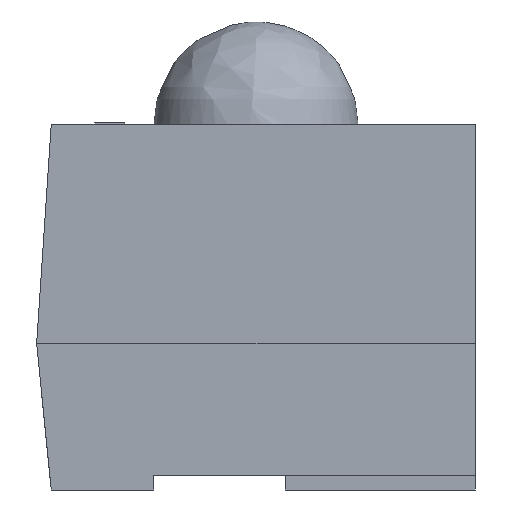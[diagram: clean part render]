
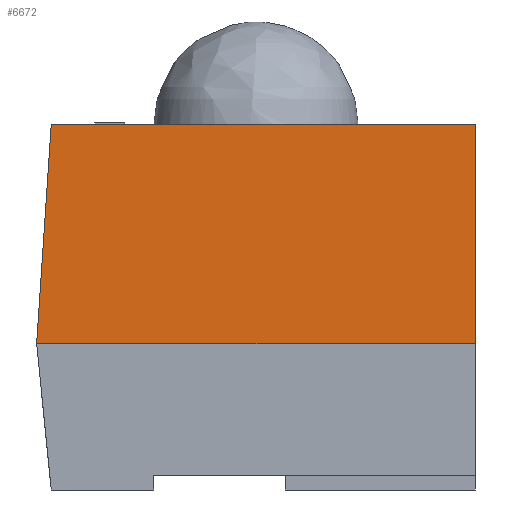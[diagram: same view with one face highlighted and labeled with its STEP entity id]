
A CAD part, left-side view. The second image highlights one B-rep face of the part: STEP entity #6672.
In plain terms, the highlighted free-form (B-spline) face has degree [1, 1] with [2, 2] control points.
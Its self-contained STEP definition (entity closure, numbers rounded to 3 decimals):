
#6532 = VERTEX_POINT('',#6533);
#6533 = CARTESIAN_POINT('',(-3.401,1.4,2.5));
#6538 = EDGE_CURVE('',#6532,#6539,#6541,.T.);
#6539 = VERTEX_POINT('',#6540);
#6540 = CARTESIAN_POINT('',(-3.401,-1.5,2.5));
#6541 = B_SPLINE_CURVE_WITH_KNOTS('',1,(#6542,#6543),.UNSPECIFIED.,.F.,
  .F.,(2,2),(0.1,3.),.PIECEWISE_BEZIER_KNOTS.);
#6542 = CARTESIAN_POINT('',(-3.401,1.4,2.5));
#6543 = CARTESIAN_POINT('',(-3.401,-1.5,2.5));
#6597 = VERTEX_POINT('',#6598);
#6598 = CARTESIAN_POINT('',(-3.401,-1.5,1.));
#6611 = EDGE_CURVE('',#6539,#6597,#6612,.T.);
#6612 = B_SPLINE_CURVE_WITH_KNOTS('',1,(#6613,#6614),.UNSPECIFIED.,.F.,
  .F.,(2,2),(-0.,1.5),.PIECEWISE_BEZIER_KNOTS.);
#6613 = CARTESIAN_POINT('',(-3.401,-1.5,2.5));
#6614 = CARTESIAN_POINT('',(-3.401,-1.5,1.));
#6672 = ADVANCED_FACE('',(#6673),#6689,.F.);
#6673 = FACE_BOUND('',#6674,.T.);
#6674 = EDGE_LOOP('',(#6675,#6676,#6683,#6688));
#6675 = ORIENTED_EDGE('',*,*,#6538,.F.);
#6676 = ORIENTED_EDGE('',*,*,#6677,.T.);
#6677 = EDGE_CURVE('',#6532,#6678,#6680,.T.);
#6678 = VERTEX_POINT('',#6679);
#6679 = CARTESIAN_POINT('',(-3.401,1.5,1.));
#6680 = B_SPLINE_CURVE_WITH_KNOTS('',1,(#6681,#6682),.UNSPECIFIED.,.F.,
  .F.,(2,2),(0.,1.503),.PIECEWISE_BEZIER_KNOTS.);
#6681 = CARTESIAN_POINT('',(-3.401,1.4,2.5));
#6682 = CARTESIAN_POINT('',(-3.401,1.5,1.));
#6683 = ORIENTED_EDGE('',*,*,#6684,.T.);
#6684 = EDGE_CURVE('',#6678,#6597,#6685,.T.);
#6685 = B_SPLINE_CURVE_WITH_KNOTS('',1,(#6686,#6687),.UNSPECIFIED.,.F.,
  .F.,(2,2),(0.,3.),.PIECEWISE_BEZIER_KNOTS.);
#6686 = CARTESIAN_POINT('',(-3.401,1.5,1.));
#6687 = CARTESIAN_POINT('',(-3.401,-1.5,1.));
#6688 = ORIENTED_EDGE('',*,*,#6611,.F.);
#6689 = B_SPLINE_SURFACE_WITH_KNOTS('',1,1,(
    (#6690,#6691)
    ,(#6692,#6693
    )),.UNSPECIFIED.,.F.,.F.,.F.,(2,2),(2,2),(-3.,0.),(-1.5,0.),
  .PIECEWISE_BEZIER_KNOTS.);
#6690 = CARTESIAN_POINT('',(-3.401,-1.5,1.));
#6691 = CARTESIAN_POINT('',(-3.401,-1.5,2.5));
#6692 = CARTESIAN_POINT('',(-3.401,1.5,1.));
#6693 = CARTESIAN_POINT('',(-3.401,1.5,2.5));
